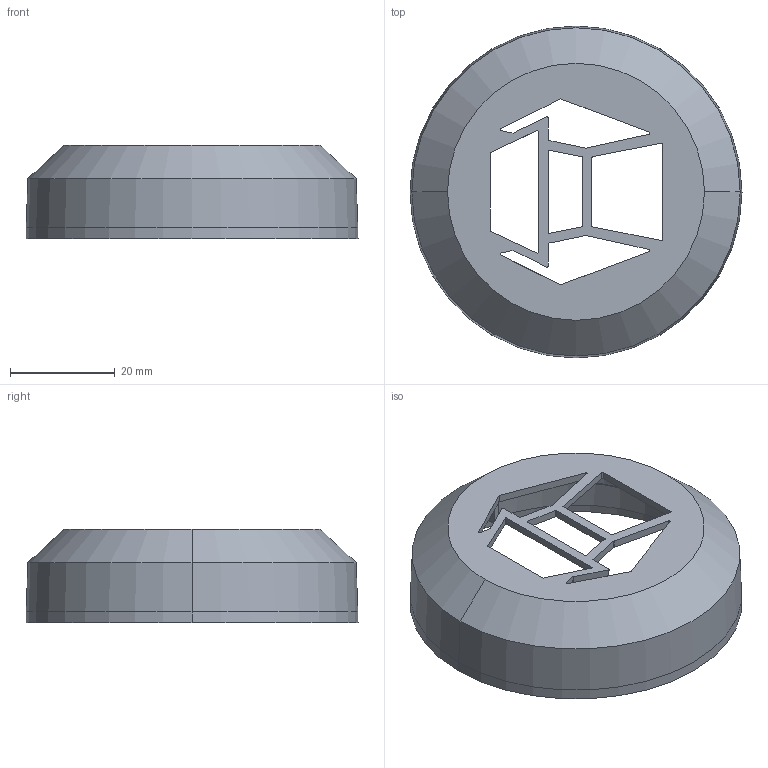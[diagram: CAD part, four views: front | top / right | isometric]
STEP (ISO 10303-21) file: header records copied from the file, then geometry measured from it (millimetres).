
FILE_DESCRIPTION (( 'STEP AP214' ), '1' );
FILE_NAME ('Chest_Middle_cover.STEP', '2017-08-15T07:52:49', ( '' ), ( '' ), 'SwSTEP 2.0', 'SolidWorks 2016', '' );
FILE_SCHEMA (( 'AUTOMOTIVE_DESIGN' ));
Length unit declared in the file: millimetre
Products named in the file (1): Chest_Middle_cover
Bounding box: 63.43 x 63.43 x 17.78 mm (x, y, z)
Volume: 9693.4 mm3; surface area: 11440.9 mm2
Topology: 1 solids, 3 shells, 198 faces, 543 edges, 359 vertices
Faces by surface type: plane 81, cone 48, cylinder 43, bspline 23, torus 3
Entity records: 8897 total; most frequent: CARTESIAN_POINT 3070, ORIENTED_EDGE 1086, DIRECTION 768, EDGE_CURVE 543, VERTEX_POINT 359, AXIS2_PLACEMENT_3D 273, VECTOR 222, LINE 222
